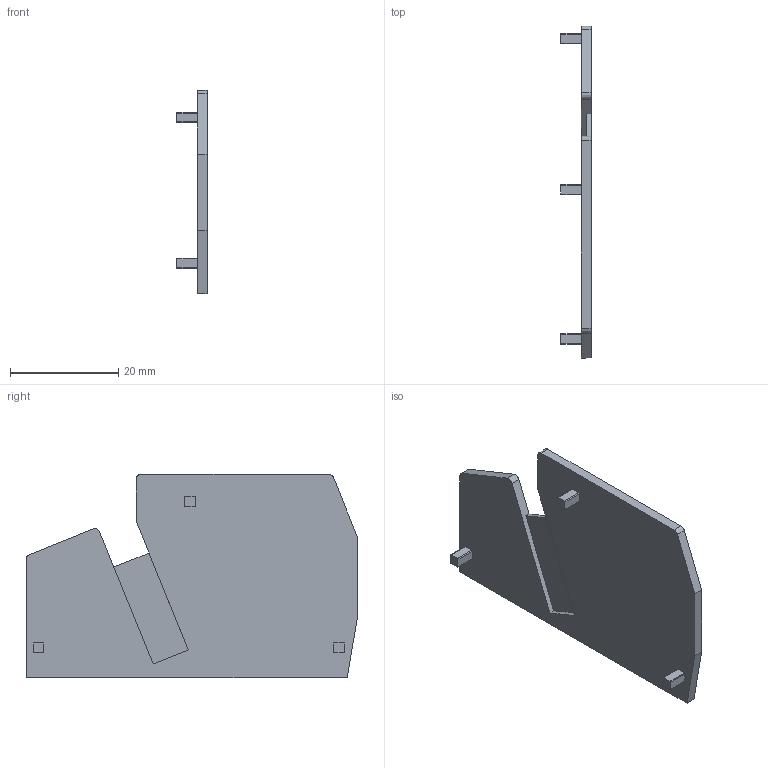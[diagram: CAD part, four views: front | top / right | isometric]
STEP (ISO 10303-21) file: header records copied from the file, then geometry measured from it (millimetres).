
FILE_DESCRIPTION(('CATIA V5R19 STEP'),'2;1');
FILE_NAME ('6467664_2', '2014-10-29T09:29:39+00:00', ('Weidmueller Interface'), ('Weidmueller'), 'CATIA Version 5 Release 20 SP 5 (IN-10)', 'CATIA V5 STEP AP214', 'none');
FILE_SCHEMA(('AUTOMOTIVE_DESIGN { 1 0 10303 214 1 1 1 1 }'));
Length unit declared in the file: millimetre
Products named in the file (1): 1772970000_ZAP_Z_16-2_1AN
Bounding box: 5.6 x 61.4 x 37.57 mm (x, y, z)
Volume: 3482.8 mm3; surface area: 4456.4 mm2
Topology: 1 solids, 1 shells, 47 faces, 129 edges, 87 vertices
Faces by surface type: plane 30, cylinder 12, extrusion 5
Entity records: 1544 total; most frequent: CARTESIAN_POINT 357, ORIENTED_EDGE 258, DIRECTION 199, EDGE_CURVE 129, VECTOR 99, LINE 94, VERTEX_POINT 87, AXIS2_PLACEMENT_3D 63
